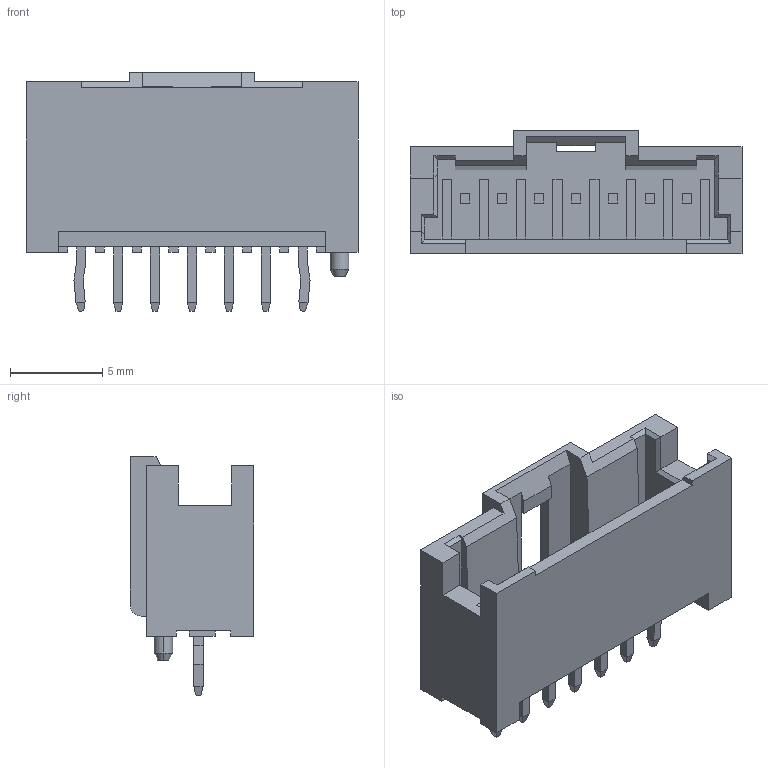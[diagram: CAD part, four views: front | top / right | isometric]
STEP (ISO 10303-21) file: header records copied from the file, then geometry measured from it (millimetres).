
FILE_DESCRIPTION((''),'2;1');
FILE_NAME('559320710','2017-07-17T',('ghp'),(''),'PRO/ENGINEER BY PARAMETRIC TECHNOLOGY CORPORATION, 2012310','PRO/ENGINEER BY PARAMETRIC TECHNOLOGY CORPORATION, 2012310','');
FILE_SCHEMA(('CONFIG_CONTROL_DESIGN'));
Length unit declared in the file: millimetre
Products named in the file (1): 559320710
Bounding box: 18 x 6.7 x 12.95 mm (x, y, z)
Volume: 461.8 mm3; surface area: 1077.8 mm2
Topology: 1 solids, 1 shells, 276 faces, 728 edges, 476 vertices
Faces by surface type: plane 270, cylinder 4, cone 2
Entity records: 8337 total; most frequent: CARTESIAN_POINT 1463, ORIENTED_EDGE 1422, DIRECTION 1308, EDGE_CURVE 711, VECTOR 702, LINE 702, VERTEX_POINT 458, AXIS2_PLACEMENT_3D 303
